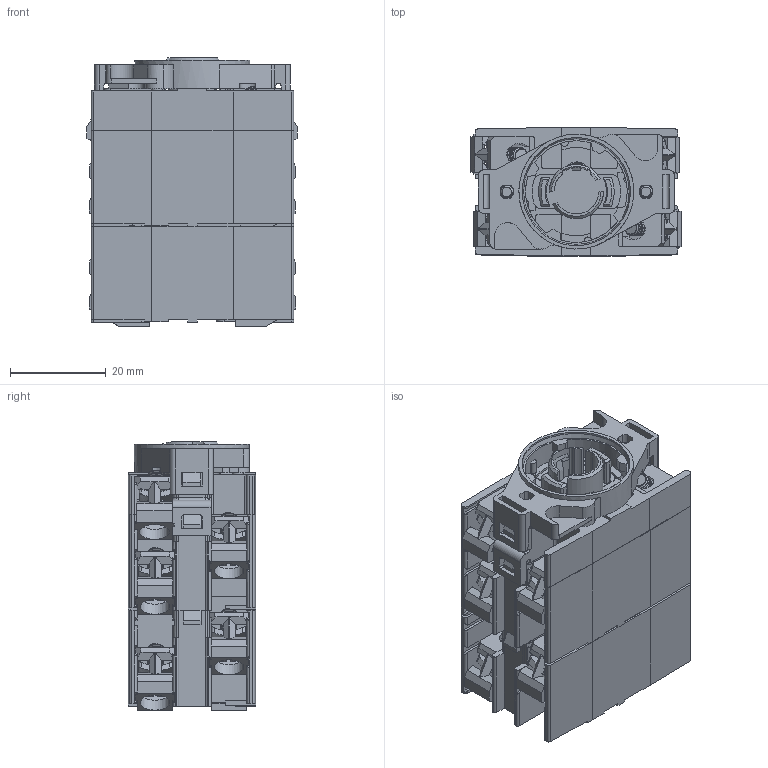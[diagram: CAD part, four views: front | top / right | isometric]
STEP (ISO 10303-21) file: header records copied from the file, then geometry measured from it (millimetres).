
FILE_DESCRIPTION(/* description */ (''),/* implementation_level */ '2;1');
FILE_NAME(/* name */ 'ETLR2_ipt.stp',/* time_stamp */ '2017-08-11T10:28:46+02:00',/* author */ ('ahoffmann'),/* organization */ (''),/* preprocessor_version */ 'ST-DEVELOPER v16.1',/* originating_system */ 'Autodesk Inventor 2016',/* authorisation */ '');
FILE_SCHEMA (('AUTOMOTIVE_DESIGN { 1 0 10303 214 3 1 1 }'));
Products named in the file (1): ETLR2_vereinfacht
Bounding box: 43.79 x 26.68 x 55.9 mm (x, y, z)
Volume: 41552.6 mm3; surface area: 24201.5 mm2
Topology: 10 solids, 10 shells, 2039 faces, 6228 edges, 4022 vertices
Faces by surface type: plane 1475, cylinder 454, bspline 55, cone 45, torus 10
Full cylindrical faces by diameter (mm): 2.3 x2, 2.5 x2, 2.85 x10, 3 x2, 3.5 x10, 5.9 x2, 6.2 x10, 21.2 x1, 22.55 x1, 23.95 x1
Entity records: 90962 total; most frequent: CARTESIAN_POINT 36176, ORIENTED_EDGE 12296, DIRECTION 10446, EDGE_CURVE 6128, LINE 4244, VECTOR 4244, VERTEX_POINT 3972, AXIS2_PLACEMENT_3D 3101
